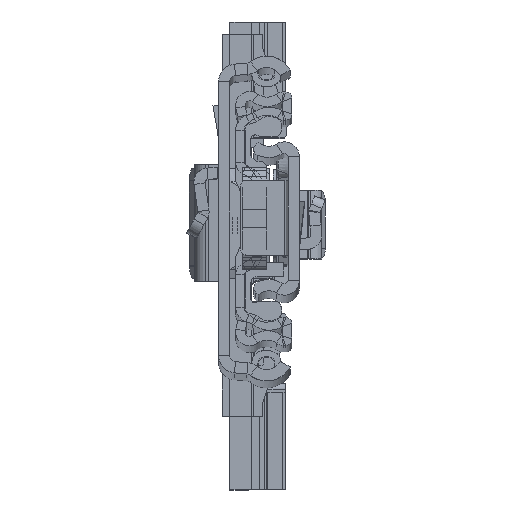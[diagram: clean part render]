
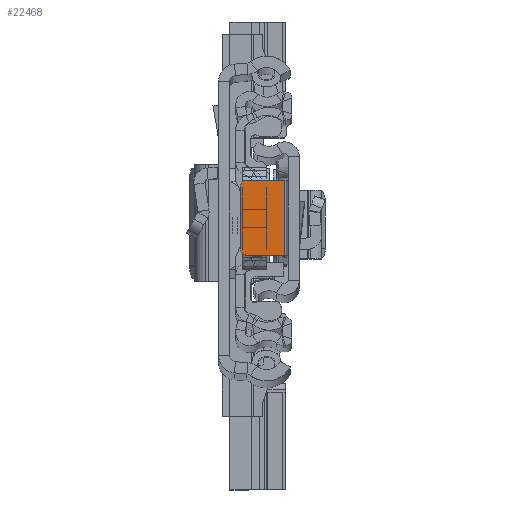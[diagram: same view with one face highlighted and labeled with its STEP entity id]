
A CAD part, top view. The second image highlights one B-rep face of the part: STEP entity #22468.
In plain terms, the highlighted planar face has unit normal (0, 0, 1).
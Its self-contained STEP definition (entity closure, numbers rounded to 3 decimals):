
#49 = CARTESIAN_POINT ( 'NONE',  ( -2.3, 6.151, -6.8 ) ) ;
#1541 = CARTESIAN_POINT ( 'NONE',  ( -2.3, -5.849, -6.8 ) ) ;
#1986 = LINE ( 'NONE', #4955, #26200 ) ;
#2107 = ORIENTED_EDGE ( 'NONE', *, *, #6735, .T. ) ;
#3216 = DIRECTION ( 'NONE',  ( 1., 0., 0. ) ) ;
#3231 = VECTOR ( 'NONE', #29207, 1000. ) ;
#3371 = CIRCLE ( 'NONE', #26694, 1. ) ;
#3599 = EDGE_CURVE ( 'NONE', #21147, #15305, #3371, .T. ) ;
#4955 = CARTESIAN_POINT ( 'NONE',  ( -1.8, 6.151, -6.8 ) ) ;
#6359 = CARTESIAN_POINT ( 'NONE',  ( -9.4, -4.849, -6.8 ) ) ;
#6735 = EDGE_CURVE ( 'NONE', #34554, #30469, #38216, .T. ) ;
#6968 = ORIENTED_EDGE ( 'NONE', *, *, #24175, .F. ) ;
#8110 = DIRECTION ( 'NONE',  ( 0., 0., 1. ) ) ;
#8744 = LINE ( 'NONE', #11695, #9797 ) ;
#9115 = ORIENTED_EDGE ( 'NONE', *, *, #3599, .T. ) ;
#9797 = VECTOR ( 'NONE', #20769, 1000. ) ;
#10456 = DIRECTION ( 'NONE',  ( 1., 0., 0. ) ) ;
#11695 = CARTESIAN_POINT ( 'NONE',  ( -9.4, -5.849, -6.8 ) ) ;
#13345 = DIRECTION ( 'NONE',  ( 0., 1., 0. ) ) ;
#13596 = AXIS2_PLACEMENT_3D ( 'NONE', #22915, #8110, #10456 ) ;
#14294 = VERTEX_POINT ( 'NONE', #1541 ) ;
#15216 = CARTESIAN_POINT ( 'NONE',  ( -9.4, 5.151, -6.8 ) ) ;
#15305 = VERTEX_POINT ( 'NONE', #15216 ) ;
#15399 = DIRECTION ( 'NONE',  ( 0., 0., 1. ) ) ;
#16786 = FACE_OUTER_BOUND ( 'NONE', #22798, .T. ) ;
#17369 = AXIS2_PLACEMENT_3D ( 'NONE', #35796, #23357, #3216 ) ;
#18928 = VERTEX_POINT ( 'NONE', #49 ) ;
#18941 = CARTESIAN_POINT ( 'NONE',  ( -8.4, 5.151, -6.8 ) ) ;
#19133 = DIRECTION ( 'NONE',  ( 1., 0., 0. ) ) ;
#19257 = CARTESIAN_POINT ( 'NONE',  ( -9.4, 6.151, -6.8 ) ) ;
#20548 = VECTOR ( 'NONE', #13345, 1000. ) ;
#20769 = DIRECTION ( 'NONE',  ( -1., 0., 0. ) ) ;
#21147 = VERTEX_POINT ( 'NONE', #23466 ) ;
#22468 = ADVANCED_FACE ( 'NONE', ( #16786 ), #25677, .T. ) ;
#22798 = EDGE_LOOP ( 'NONE', ( #6968, #2107, #36024, #35726, #24627, #9115 ) ) ;
#22915 = CARTESIAN_POINT ( 'NONE',  ( 0., 0., -6.8 ) ) ;
#23208 = LINE ( 'NONE', #19257, #20548 ) ;
#23357 = DIRECTION ( 'NONE',  ( 0., 0., 1. ) ) ;
#23466 = CARTESIAN_POINT ( 'NONE',  ( -8.4, 6.151, -6.8 ) ) ;
#24175 = EDGE_CURVE ( 'NONE', #34554, #15305, #23208, .T. ) ;
#24627 = ORIENTED_EDGE ( 'NONE', *, *, #25147, .F. ) ;
#25147 = EDGE_CURVE ( 'NONE', #21147, #18928, #1986, .T. ) ;
#25677 = PLANE ( 'NONE',  #13596 ) ;
#26074 = EDGE_CURVE ( 'NONE', #14294, #30469, #8744, .T. ) ;
#26200 = VECTOR ( 'NONE', #35969, 1000. ) ;
#26694 = AXIS2_PLACEMENT_3D ( 'NONE', #18941, #15399, #19133 ) ;
#29207 = DIRECTION ( 'NONE',  ( 0., -1., 0. ) ) ;
#30469 = VERTEX_POINT ( 'NONE', #35732 ) ;
#31774 = LINE ( 'NONE', #35540, #3231 ) ;
#33608 = EDGE_CURVE ( 'NONE', #18928, #14294, #31774, .T. ) ;
#34554 = VERTEX_POINT ( 'NONE', #6359 ) ;
#35540 = CARTESIAN_POINT ( 'NONE',  ( -2.3, 6.151, -6.8 ) ) ;
#35726 = ORIENTED_EDGE ( 'NONE', *, *, #33608, .F. ) ;
#35732 = CARTESIAN_POINT ( 'NONE',  ( -8.4, -5.849, -6.8 ) ) ;
#35796 = CARTESIAN_POINT ( 'NONE',  ( -8.4, -4.849, -6.8 ) ) ;
#35969 = DIRECTION ( 'NONE',  ( 1., 0., 0. ) ) ;
#36024 = ORIENTED_EDGE ( 'NONE', *, *, #26074, .F. ) ;
#38216 = CIRCLE ( 'NONE', #17369, 1. ) ;
